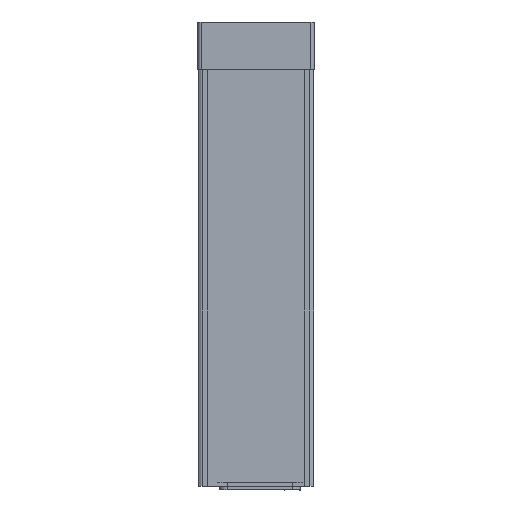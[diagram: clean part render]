
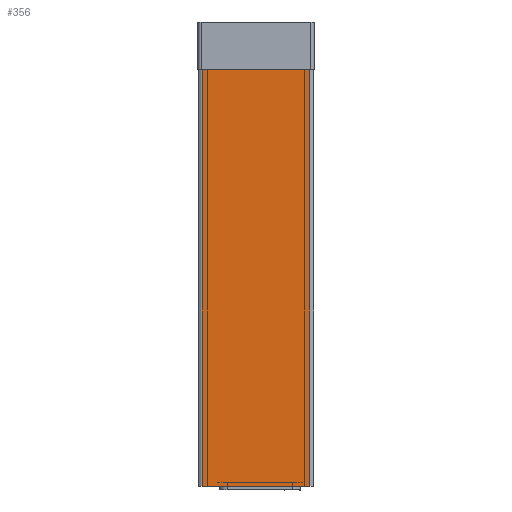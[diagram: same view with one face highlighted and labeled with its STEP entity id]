
A CAD part, left-side view. The second image highlights one B-rep face of the part: STEP entity #356.
In plain terms, the highlighted planar face has unit normal (-1, 0, 0).
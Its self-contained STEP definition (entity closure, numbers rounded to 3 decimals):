
#152 = DIRECTION ( 'NONE',  ( 0., 1., 0. ) ) ;
#170 = CARTESIAN_POINT ( 'NONE',  ( -315., -7., -3.1 ) ) ;
#246 = LINE ( 'NONE', #846, #3538 ) ;
#346 = CARTESIAN_POINT ( 'NONE',  ( -315., 7., -3.1 ) ) ;
#356 = ADVANCED_FACE ( 'NONE', ( #1427 ), #2079, .F. ) ;
#360 = VERTEX_POINT ( 'NONE', #170 ) ;
#404 = EDGE_CURVE ( 'NONE', #3250, #2463, #2413, .T. ) ;
#493 = CARTESIAN_POINT ( 'NONE',  ( -315., 7.5, -3.1 ) ) ;
#846 = CARTESIAN_POINT ( 'NONE',  ( -315., -7., -3.1 ) ) ;
#992 = ORIENTED_EDGE ( 'NONE', *, *, #3039, .T. ) ;
#1027 = EDGE_LOOP ( 'NONE', ( #1424, #1239, #2103, #992 ) ) ;
#1194 = VECTOR ( 'NONE', #1437, 1000. ) ;
#1239 = ORIENTED_EDGE ( 'NONE', *, *, #1518, .T. ) ;
#1262 = CARTESIAN_POINT ( 'NONE',  ( -315., -7., -57.1 ) ) ;
#1301 = VECTOR ( 'NONE', #1504, 1000. ) ;
#1424 = ORIENTED_EDGE ( 'NONE', *, *, #404, .T. ) ;
#1427 = FACE_OUTER_BOUND ( 'NONE', #1027, .T. ) ;
#1437 = DIRECTION ( 'NONE',  ( 0., -1., 0. ) ) ;
#1504 = DIRECTION ( 'NONE',  ( 0., 0., -1. ) ) ;
#1518 = EDGE_CURVE ( 'NONE', #2463, #360, #246, .T. ) ;
#1760 = CARTESIAN_POINT ( 'NONE',  ( -315., 7.5, -57.1 ) ) ;
#1779 = LINE ( 'NONE', #493, #1194 ) ;
#2030 = AXIS2_PLACEMENT_3D ( 'NONE', #2689, #3002, #152 ) ;
#2079 = PLANE ( 'NONE',  #2030 ) ;
#2103 = ORIENTED_EDGE ( 'NONE', *, *, #2969, .F. ) ;
#2210 = DIRECTION ( 'NONE',  ( 0., -1., 0. ) ) ;
#2276 = CARTESIAN_POINT ( 'NONE',  ( -315., 7., -57.1 ) ) ;
#2371 = VECTOR ( 'NONE', #2210, 1000. ) ;
#2413 = LINE ( 'NONE', #1760, #2371 ) ;
#2463 = VERTEX_POINT ( 'NONE', #1262 ) ;
#2554 = LINE ( 'NONE', #2759, #1301 ) ;
#2689 = CARTESIAN_POINT ( 'NONE',  ( -315., 7.5, -3.1 ) ) ;
#2759 = CARTESIAN_POINT ( 'NONE',  ( -315., 7., -3.1 ) ) ;
#2969 = EDGE_CURVE ( 'NONE', #3136, #360, #1779, .T. ) ;
#3002 = DIRECTION ( 'NONE',  ( 1., 0., 0. ) ) ;
#3039 = EDGE_CURVE ( 'NONE', #3136, #3250, #2554, .T. ) ;
#3136 = VERTEX_POINT ( 'NONE', #346 ) ;
#3250 = VERTEX_POINT ( 'NONE', #2276 ) ;
#3538 = VECTOR ( 'NONE', #4011, 1000. ) ;
#4011 = DIRECTION ( 'NONE',  ( 0., 0., 1. ) ) ;
